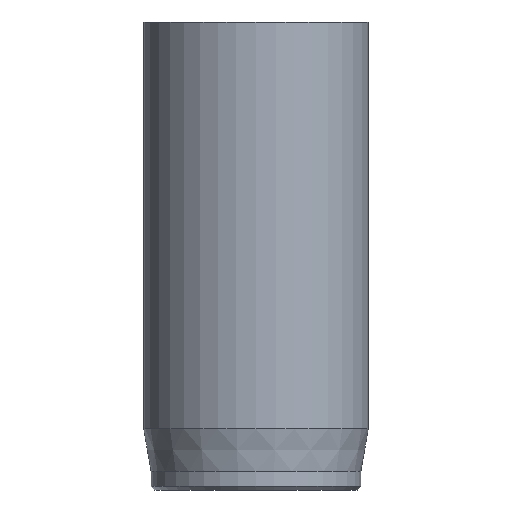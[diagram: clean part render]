
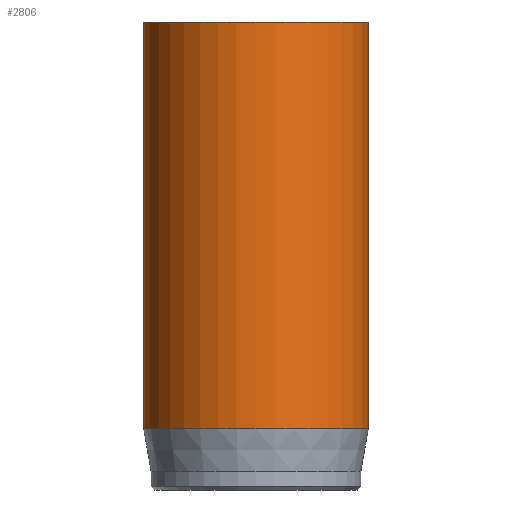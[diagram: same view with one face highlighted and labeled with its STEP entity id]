
A CAD part, front view. The second image highlights one B-rep face of the part: STEP entity #2806.
In plain terms, the highlighted cylindrical face has radius 6 mm (diameter 12 mm), a full revolution.
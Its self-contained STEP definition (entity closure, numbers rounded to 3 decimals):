
#31=CYLINDRICAL_SURFACE('',#2930,6.);
#44=CIRCLE('',#2906,6.);
#55=CIRCLE('',#2928,6.);
#56=CIRCLE('',#2929,6.);
#264=FACE_OUTER_BOUND('',#436,.T.);
#436=EDGE_LOOP('',(#2455,#2456,#2457,#2458,#2459));
#608=LINE('',#5580,#788);
#788=VECTOR('',#3219,6.);
#1261=VERTEX_POINT('',#5536);
#1272=VERTEX_POINT('',#5574);
#1273=VERTEX_POINT('',#5575);
#1657=EDGE_CURVE('',#1261,#1261,#44,.T.);
#1673=EDGE_CURVE('',#1272,#1273,#55,.T.);
#1674=EDGE_CURVE('',#1273,#1272,#56,.T.);
#1676=EDGE_CURVE('',#1261,#1272,#608,.T.);
#2455=ORIENTED_EDGE('',*,*,#1657,.T.);
#2456=ORIENTED_EDGE('',*,*,#1676,.T.);
#2457=ORIENTED_EDGE('',*,*,#1673,.T.);
#2458=ORIENTED_EDGE('',*,*,#1674,.T.);
#2459=ORIENTED_EDGE('',*,*,#1676,.F.);
#2806=ADVANCED_FACE('',(#264),#31,.T.);
#2906=AXIS2_PLACEMENT_3D('',#5537,#3163,#3164);
#2928=AXIS2_PLACEMENT_3D('',#5576,#3212,#3213);
#2929=AXIS2_PLACEMENT_3D('',#5577,#3214,#3215);
#2930=AXIS2_PLACEMENT_3D('',#5579,#3217,#3218);
#3163=DIRECTION('center_axis',(0.,0.,-1.));
#3164=DIRECTION('ref_axis',(-1.,0.,0.));
#3212=DIRECTION('center_axis',(0.,0.,1.));
#3213=DIRECTION('ref_axis',(-1.,0.,0.));
#3214=DIRECTION('center_axis',(0.,0.,1.));
#3215=DIRECTION('ref_axis',(-1.,0.,0.));
#3217=DIRECTION('center_axis',(0.,0.,1.));
#3218=DIRECTION('ref_axis',(-1.,0.,0.));
#3219=DIRECTION('',(0.,0.,-1.));
#5536=CARTESIAN_POINT('',(6.,0.,25.));
#5537=CARTESIAN_POINT('Origin',(0.,0.,25.));
#5574=CARTESIAN_POINT('',(6.,0.,3.269));
#5575=CARTESIAN_POINT('',(-6.,0.,3.269));
#5576=CARTESIAN_POINT('Origin',(0.,0.,3.269));
#5577=CARTESIAN_POINT('Origin',(0.,0.,3.269));
#5579=CARTESIAN_POINT('Origin',(0.,0.,0.));
#5580=CARTESIAN_POINT('',(6.,0.,0.));
